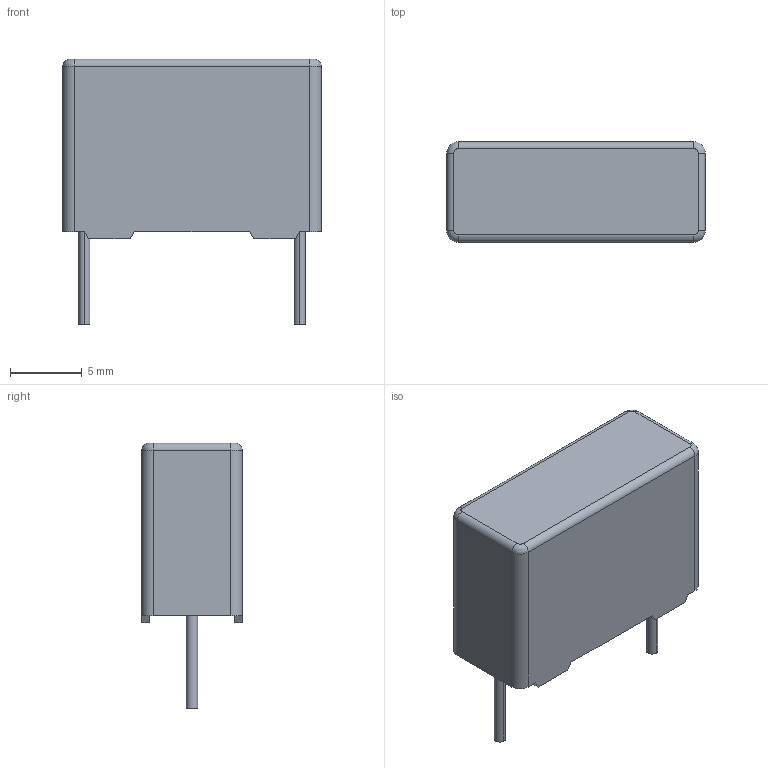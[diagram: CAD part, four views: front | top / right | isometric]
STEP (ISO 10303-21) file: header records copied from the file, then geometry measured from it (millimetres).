
FILE_DESCRIPTION(('FreeCAD Model'),'2;1');
FILE_NAME('Open CASCADE Shape Model','2023-12-19T18:40:21',( 'kicad StepUp'),('ksu MCAD'),'Open CASCADE STEP processor 7.5', 'FreeCAD','Unknown');
FILE_SCHEMA(('AUTOMOTIVE_DESIGN { 1 0 10303 214 1 1 1 1 }'));
Length unit declared in the file: millimetre
Products named in the file (1): CB32022
Bounding box: 18 x 7 x 18.5 mm (x, y, z)
Volume: 1493.1 mm3; surface area: 880.8 mm2
Topology: 1 solids, 1 shells, 48 faces, 124 edges, 80 vertices
Faces by surface type: plane 28, cylinder 16, revolution 4
Entity records: 1806 total; most frequent: CARTESIAN_POINT 281, DIRECTION 254, ORIENTED_EDGE 248, EDGE_CURVE 124, LINE 88, VECTOR 88, AXIS2_PLACEMENT_3D 81, VERTEX_POINT 80
